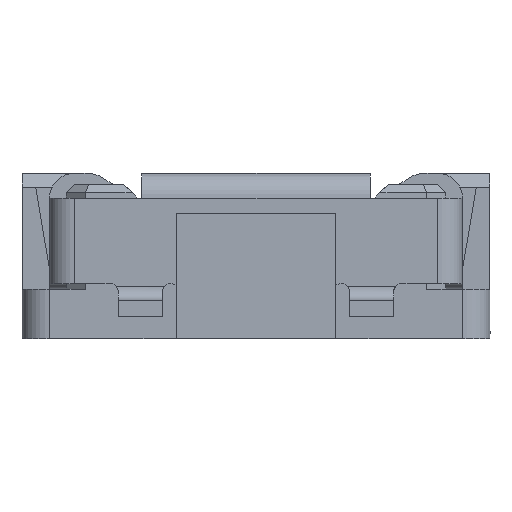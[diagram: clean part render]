
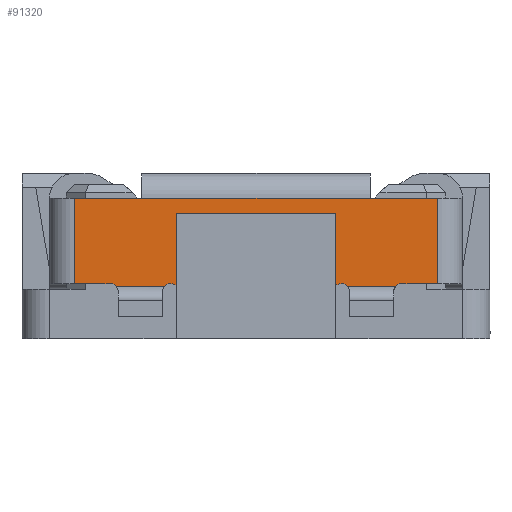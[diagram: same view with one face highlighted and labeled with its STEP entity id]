
A CAD part, left-side view. The second image highlights one B-rep face of the part: STEP entity #91320.
In plain terms, the highlighted face is planar.
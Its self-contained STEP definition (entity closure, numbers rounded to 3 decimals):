
#79120=CARTESIAN_POINT('',(2.375,-0.53,
12.305));
#79130=VERTEX_POINT('',#79120);
#85920=CARTESIAN_POINT('',(2.5,-0.212,
12.305));
#85930=VERTEX_POINT('',#85920);
#86250=CARTESIAN_POINT('',(2.5,-0.445,
12.305));
#86260=VERTEX_POINT('',#86250);
#86290=CARTESIAN_POINT('',(2.5,0.,12.305));
#86300=DIRECTION('',(-0.,-1.,0.));
#86310=VECTOR('',#86300,1.);
#86320=LINE('',#86290,#86310);
#86330=EDGE_CURVE('',#85930,#86260,#86320,.T.);
#86620=CARTESIAN_POINT('',(2.48,-0.19,
12.305));
#86630=DIRECTION('',(-0.,-0.,-1.));
#86640=DIRECTION('',(1.,0.,0.));
#86650=AXIS2_PLACEMENT_3D('',#86620,#86630,#86640);
#86660=CIRCLE('',#86650,0.03);
#86670=CARTESIAN_POINT('',(2.458,-0.21,
12.305));
#86680=VERTEX_POINT('',#86670);
#86690=EDGE_CURVE('',#85930,#86680,#86660,.T.);
#87250=CARTESIAN_POINT('',(3.122,-0.21,
12.305));
#87260=VERTEX_POINT('',#87250);
#87290=CARTESIAN_POINT('',(3.1,-0.19,
12.305));
#87300=DIRECTION('',(0.,0.,-1.));
#87310=DIRECTION('',(-1.,0.,-0.));
#87320=AXIS2_PLACEMENT_3D('',#87290,#87300,#87310);
#87330=CIRCLE('',#87320,0.03);
#87340=CARTESIAN_POINT('',(3.08,-0.212,
12.305));
#87350=VERTEX_POINT('',#87340);
#87360=EDGE_CURVE('',#87260,#87350,#87330,.T.);
#89310=CARTESIAN_POINT('',(3.298,-0.21,
12.305));
#89320=VERTEX_POINT('',#89310);
#89350=CARTESIAN_POINT('',(3.298,-0.21,
12.305));
#89360=DIRECTION('',(-1.,0.,0.));
#89370=VECTOR('',#89360,1.);
#89380=LINE('',#89350,#89370);
#89390=EDGE_CURVE('',#89320,#87260,#89380,.T.);
#89990=CARTESIAN_POINT('',(3.45,-0.22,
12.305));
#90000=VERTEX_POINT('',#89990);
#90030=CARTESIAN_POINT('',(0.,-0.22,12.305));
#90040=DIRECTION('',(-1.,-0.,0.));
#90050=VECTOR('',#90040,1.);
#90060=LINE('',#90030,#90050);
#90070=CARTESIAN_POINT('',(3.32,-0.22,
12.305));
#90080=VERTEX_POINT('',#90070);
#90090=EDGE_CURVE('',#90000,#90080,#90060,.T.);
#90300=CARTESIAN_POINT('',(3.45,-0.53,
12.305));
#90310=VERTEX_POINT('',#90300);
#90340=CARTESIAN_POINT('',(3.45,-0.22,
12.305));
#90350=DIRECTION('',(0.,-1.,0.));
#90360=VECTOR('',#90350,1.);
#90370=LINE('',#90340,#90360);
#90380=EDGE_CURVE('',#90000,#90310,#90370,.T.);
#90450=CARTESIAN_POINT('',(2.074,-0.561,
12.305));
#90460=DIRECTION('',(0.,0.,1.));
#90470=DIRECTION('',(1.,0.,-0.));
#90480=AXIS2_PLACEMENT_3D('',#90450,#90460,#90470);
#90490=PLANE('',#90480);
#90500=CARTESIAN_POINT('',(0.,-0.53,12.305));
#90510=DIRECTION('',(-1.,-0.,-0.));
#90520=VECTOR('',#90510,1.);
#90530=LINE('',#90500,#90520);
#90540=CARTESIAN_POINT('',(2.13,-0.53,
12.305));
#90550=VERTEX_POINT('',#90540);
#90560=EDGE_CURVE('',#79130,#90550,#90530,.T.);
#90570=ORIENTED_EDGE('',*,*,#90560,.F.);
#90580=CARTESIAN_POINT('',(2.13,-0.53,
12.305));
#90590=DIRECTION('',(0.,1.,0.));
#90600=VECTOR('',#90590,1.);
#90610=LINE('',#90580,#90600);
#90620=CARTESIAN_POINT('',(2.13,-0.22,
12.305));
#90630=VERTEX_POINT('',#90620);
#90640=EDGE_CURVE('',#90550,#90630,#90610,.T.);
#90650=ORIENTED_EDGE('',*,*,#90640,.F.);
#90660=CARTESIAN_POINT('',(0.,-0.22,12.305));
#90670=DIRECTION('',(-1.,0.,0.));
#90680=VECTOR('',#90670,1.);
#90690=LINE('',#90660,#90680);
#90700=CARTESIAN_POINT('',(2.26,-0.22,
12.305));
#90710=VERTEX_POINT('',#90700);
#90720=EDGE_CURVE('',#90710,#90630,#90690,.T.);
#90730=ORIENTED_EDGE('',*,*,#90720,.T.);
#90740=CARTESIAN_POINT('',(2.26,-0.19,
12.305));
#90750=DIRECTION('',(0.,0.,-1.));
#90760=DIRECTION('',(-1.,0.,-0.));
#90770=AXIS2_PLACEMENT_3D('',#90740,#90750,#90760);
#90780=CIRCLE('',#90770,0.03);
#90790=CARTESIAN_POINT('',(2.282,-0.21,
12.305));
#90800=VERTEX_POINT('',#90790);
#90810=EDGE_CURVE('',#90800,#90710,#90780,.T.);
#90820=ORIENTED_EDGE('',*,*,#90810,.T.);
#90830=CARTESIAN_POINT('',(2.458,-0.21,
12.305));
#90840=DIRECTION('',(-1.,0.,0.));
#90850=VECTOR('',#90840,1.);
#90860=LINE('',#90830,#90850);
#90870=EDGE_CURVE('',#86680,#90800,#90860,.T.);
#90880=ORIENTED_EDGE('',*,*,#90870,.T.);
#90890=ORIENTED_EDGE('',*,*,#86690,.T.);
#90900=ORIENTED_EDGE('',*,*,#86330,.F.);
#90910=CARTESIAN_POINT('',(0.,-0.445,12.305));
#90920=DIRECTION('',(1.,0.,0.));
#90930=VECTOR('',#90920,1.);
#90940=LINE('',#90910,#90930);
#90950=CARTESIAN_POINT('',(3.08,-0.445,
12.305));
#90960=VERTEX_POINT('',#90950);
#90970=EDGE_CURVE('',#86260,#90960,#90940,.T.);
#90980=ORIENTED_EDGE('',*,*,#90970,.F.);
#90990=CARTESIAN_POINT('',(3.08,0.,12.305));
#91000=DIRECTION('',(0.,-1.,-0.));
#91010=VECTOR('',#91000,1.);
#91020=LINE('',#90990,#91010);
#91030=EDGE_CURVE('',#87350,#90960,#91020,.T.);
#91040=ORIENTED_EDGE('',*,*,#91030,.T.);
#91050=ORIENTED_EDGE('',*,*,#87360,.T.);
#91060=ORIENTED_EDGE('',*,*,#89390,.T.);
#91070=CARTESIAN_POINT('',(3.32,-0.19,
12.305));
#91080=DIRECTION('',(0.,0.,-1.));
#91090=DIRECTION('',(-1.,0.,-0.));
#91100=AXIS2_PLACEMENT_3D('',#91070,#91080,#91090);
#91110=CIRCLE('',#91100,0.03);
#91120=EDGE_CURVE('',#90080,#89320,#91110,.T.);
#91130=ORIENTED_EDGE('',*,*,#91120,.T.);
#91140=ORIENTED_EDGE('',*,*,#90090,.T.);
#91150=ORIENTED_EDGE('',*,*,#90380,.F.);
#91160=CARTESIAN_POINT('',(0.,-0.53,12.305));
#91170=DIRECTION('',(-1.,-0.,-0.));
#91180=VECTOR('',#91170,1.);
#91190=LINE('',#91160,#91180);
#91200=CARTESIAN_POINT('',(3.205,-0.53,
12.305));
#91210=VERTEX_POINT('',#91200);
#91220=EDGE_CURVE('',#90310,#91210,#91190,.T.);
#91230=ORIENTED_EDGE('',*,*,#91220,.F.);
#91240=CARTESIAN_POINT('',(2.375,-0.53,
12.305));
#91250=DIRECTION('',(1.,0.,0.));
#91260=VECTOR('',#91250,1.);
#91270=LINE('',#91240,#91260);
#91280=EDGE_CURVE('',#79130,#91210,#91270,.T.);
#91290=ORIENTED_EDGE('',*,*,#91280,.T.);
#91300=EDGE_LOOP('',(#91290,#91230,#91150,#91140,#91130,#91060,#91050,
#91040,#90980,#90900,#90890,#90880,#90820,#90730,#90650,#90570));
#91310=FACE_OUTER_BOUND('',#91300,.T.);
#91320=ADVANCED_FACE('',(#91310),#90490,.T.);
